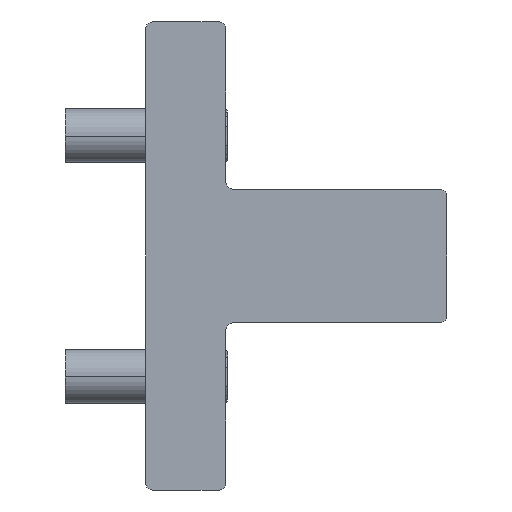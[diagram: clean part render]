
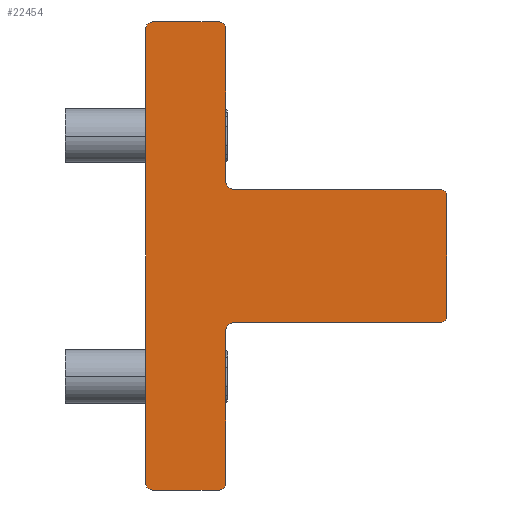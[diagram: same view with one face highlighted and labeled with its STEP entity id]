
A CAD part, left-side view. The second image highlights one B-rep face of the part: STEP entity #22454.
In plain terms, the highlighted planar face has unit normal (-1, 0, 0).
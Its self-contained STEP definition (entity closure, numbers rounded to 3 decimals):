
#21326=AXIS2_PLACEMENT_3D('Circle Axis2P3D',#21324,#21325,$) ;
#21490=AXIS2_PLACEMENT_3D('Circle Axis2P3D',#21488,#21489,$) ;
#21602=AXIS2_PLACEMENT_3D('Circle Axis2P3D',#21600,#21601,$) ;
#22120=AXIS2_PLACEMENT_3D('Circle Axis2P3D',#22118,#22119,$) ;
#22175=AXIS2_PLACEMENT_3D('Circle Axis2P3D',#22173,#22174,$) ;
#22219=AXIS2_PLACEMENT_3D('Circle Axis2P3D',#22217,#22218,$) ;
#22267=AXIS2_PLACEMENT_3D('Circle Axis2P3D',#22265,#22266,$) ;
#22315=AXIS2_PLACEMENT_3D('Circle Axis2P3D',#22313,#22314,$) ;
#22429=AXIS2_PLACEMENT_3D('Plane Axis2P3D',#22426,#22427,#22428) ;
#21239=CARTESIAN_POINT('Line Origine',(-294.5,-378.5,237.)) ;
#21243=CARTESIAN_POINT('Vertex',(-294.5,-363.,237.)) ;
#21245=CARTESIAN_POINT('Vertex',(-294.5,-394.,237.)) ;
#21324=CARTESIAN_POINT('Axis2P3D Location',(-294.5,-363.,236.)) ;
#21328=CARTESIAN_POINT('Vertex',(-294.5,-362.,236.)) ;
#21488=CARTESIAN_POINT('Axis2P3D Location',(-294.5,-394.,238.)) ;
#21492=CARTESIAN_POINT('Vertex',(-294.5,-395.,238.)) ;
#21531=CARTESIAN_POINT('Line Origine',(-294.5,-362.,224.5)) ;
#21535=CARTESIAN_POINT('Vertex',(-294.5,-362.,213.)) ;
#21597=CARTESIAN_POINT('Vertex',(-294.5,-362.,258.)) ;
#21600=CARTESIAN_POINT('Axis2P3D Location',(-294.5,-363.,258.)) ;
#21604=CARTESIAN_POINT('Vertex',(-294.5,-363.,257.)) ;
#22118=CARTESIAN_POINT('Axis2P3D Location',(-294.5,-351.,281.)) ;
#22122=CARTESIAN_POINT('Vertex',(-294.5,-350.,281.)) ;
#22124=CARTESIAN_POINT('Vertex',(-294.5,-351.,282.)) ;
#22149=CARTESIAN_POINT('Line Origine',(-294.5,-356.,282.)) ;
#22153=CARTESIAN_POINT('Vertex',(-294.5,-361.,282.)) ;
#22173=CARTESIAN_POINT('Axis2P3D Location',(-294.5,-361.,281.)) ;
#22177=CARTESIAN_POINT('Vertex',(-294.5,-362.,281.)) ;
#22192=CARTESIAN_POINT('Line Origine',(-294.5,-362.,269.5)) ;
#22217=CARTESIAN_POINT('Axis2P3D Location',(-294.5,-394.,256.)) ;
#22221=CARTESIAN_POINT('Vertex',(-294.5,-394.,257.)) ;
#22223=CARTESIAN_POINT('Vertex',(-294.5,-395.,256.)) ;
#22248=CARTESIAN_POINT('Line Origine',(-294.5,-395.,247.)) ;
#22265=CARTESIAN_POINT('Axis2P3D Location',(-294.5,-361.,213.)) ;
#22269=CARTESIAN_POINT('Vertex',(-294.5,-361.,212.)) ;
#22289=CARTESIAN_POINT('Line Origine',(-294.5,-356.,212.)) ;
#22293=CARTESIAN_POINT('Vertex',(-294.5,-351.,212.)) ;
#22313=CARTESIAN_POINT('Axis2P3D Location',(-294.5,-351.,213.)) ;
#22317=CARTESIAN_POINT('Vertex',(-294.5,-350.,213.)) ;
#22337=CARTESIAN_POINT('Line Origine',(-294.5,-350.,247.)) ;
#22426=CARTESIAN_POINT('Axis2P3D Location',(-294.5,-350.,247.)) ;
#22431=CARTESIAN_POINT('Line Origine',(-294.5,-378.5,257.)) ;
#21240=DIRECTION('Vector Direction',(0.,-1.,0.)) ;
#21325=DIRECTION('Axis2P3D Direction',(-1.,0.,0.)) ;
#21489=DIRECTION('Axis2P3D Direction',(-1.,0.,0.)) ;
#21532=DIRECTION('Vector Direction',(0.,0.,1.)) ;
#21601=DIRECTION('Axis2P3D Direction',(-1.,0.,0.)) ;
#22119=DIRECTION('Axis2P3D Direction',(-1.,0.,0.)) ;
#22150=DIRECTION('Vector Direction',(0.,-1.,0.)) ;
#22174=DIRECTION('Axis2P3D Direction',(-1.,0.,0.)) ;
#22193=DIRECTION('Vector Direction',(0.,0.,-1.)) ;
#22218=DIRECTION('Axis2P3D Direction',(-1.,0.,0.)) ;
#22249=DIRECTION('Vector Direction',(0.,0.,1.)) ;
#22266=DIRECTION('Axis2P3D Direction',(-1.,0.,0.)) ;
#22290=DIRECTION('Vector Direction',(0.,-1.,0.)) ;
#22314=DIRECTION('Axis2P3D Direction',(-1.,0.,0.)) ;
#22338=DIRECTION('Vector Direction',(0.,0.,-1.)) ;
#22427=DIRECTION('Axis2P3D Direction',(-1.,0.,0.)) ;
#22428=DIRECTION('Axis2P3D XDirection',(0.,1.,0.)) ;
#22432=DIRECTION('Vector Direction',(0.,-1.,0.)) ;
#21241=VECTOR('Line Direction',#21240,1.) ;
#21533=VECTOR('Line Direction',#21532,1.) ;
#22151=VECTOR('Line Direction',#22150,1.) ;
#22194=VECTOR('Line Direction',#22193,1.) ;
#22250=VECTOR('Line Direction',#22249,1.) ;
#22291=VECTOR('Line Direction',#22290,1.) ;
#22339=VECTOR('Line Direction',#22338,1.) ;
#22433=VECTOR('Line Direction',#22432,1.) ;
#22437=ORIENTED_EDGE('',*,*,#22341,.T.) ;
#22438=ORIENTED_EDGE('',*,*,#22319,.F.) ;
#22439=ORIENTED_EDGE('',*,*,#22295,.T.) ;
#22440=ORIENTED_EDGE('',*,*,#22271,.F.) ;
#22441=ORIENTED_EDGE('',*,*,#21537,.T.) ;
#22442=ORIENTED_EDGE('',*,*,#21330,.T.) ;
#22443=ORIENTED_EDGE('',*,*,#21247,.T.) ;
#22444=ORIENTED_EDGE('',*,*,#21494,.F.) ;
#22445=ORIENTED_EDGE('',*,*,#22252,.T.) ;
#22446=ORIENTED_EDGE('',*,*,#22225,.F.) ;
#22447=ORIENTED_EDGE('',*,*,#22435,.T.) ;
#22448=ORIENTED_EDGE('',*,*,#21606,.T.) ;
#22449=ORIENTED_EDGE('',*,*,#22196,.T.) ;
#22450=ORIENTED_EDGE('',*,*,#22179,.F.) ;
#22451=ORIENTED_EDGE('',*,*,#22155,.T.) ;
#22452=ORIENTED_EDGE('',*,*,#22126,.F.) ;
#22454=ADVANCED_FACE('RA4624001_1PA_001_04_TERMINALE_POSTERIORE_A.14\\PartBody',(#22453),#22430,.T.) ;
#21327=CIRCLE('generated circle',#21326,1.) ;
#21491=CIRCLE('generated circle',#21490,1.) ;
#21603=CIRCLE('generated circle',#21602,1.) ;
#22121=CIRCLE('generated circle',#22120,1.) ;
#22176=CIRCLE('generated circle',#22175,1.) ;
#22220=CIRCLE('generated circle',#22219,1.) ;
#22268=CIRCLE('generated circle',#22267,1.) ;
#22316=CIRCLE('generated circle',#22315,1.) ;
#21247=EDGE_CURVE('',#21244,#21246,#21242,.T.) ;
#21330=EDGE_CURVE('',#21329,#21244,#21327,.F.) ;
#21494=EDGE_CURVE('',#21493,#21246,#21491,.F.) ;
#21537=EDGE_CURVE('',#21536,#21329,#21534,.T.) ;
#21606=EDGE_CURVE('',#21605,#21598,#21603,.F.) ;
#22126=EDGE_CURVE('',#22123,#22125,#22121,.F.) ;
#22155=EDGE_CURVE('',#22154,#22125,#22152,.F.) ;
#22179=EDGE_CURVE('',#22154,#22178,#22176,.F.) ;
#22196=EDGE_CURVE('',#21598,#22178,#22195,.F.) ;
#22225=EDGE_CURVE('',#22222,#22224,#22220,.F.) ;
#22252=EDGE_CURVE('',#21493,#22224,#22251,.T.) ;
#22271=EDGE_CURVE('',#21536,#22270,#22268,.F.) ;
#22295=EDGE_CURVE('',#22294,#22270,#22292,.T.) ;
#22319=EDGE_CURVE('',#22294,#22318,#22316,.F.) ;
#22341=EDGE_CURVE('',#22123,#22318,#22340,.T.) ;
#22435=EDGE_CURVE('',#22222,#21605,#22434,.F.) ;
#22436=EDGE_LOOP('',(#22437,#22438,#22439,#22440,#22441,#22442,#22443,#22444,#22445,#22446,#22447,#22448,#22449,#22450,#22451,#22452)) ;
#22453=FACE_OUTER_BOUND('',#22436,.T.) ;
#21242=LINE('Line',#21239,#21241) ;
#21534=LINE('Line',#21531,#21533) ;
#22152=LINE('Line',#22149,#22151) ;
#22195=LINE('Line',#22192,#22194) ;
#22251=LINE('Line',#22248,#22250) ;
#22292=LINE('Line',#22289,#22291) ;
#22340=LINE('Line',#22337,#22339) ;
#22434=LINE('Line',#22431,#22433) ;
#22430=PLANE('',#22429) ;
#21244=VERTEX_POINT('',#21243) ;
#21246=VERTEX_POINT('',#21245) ;
#21329=VERTEX_POINT('',#21328) ;
#21493=VERTEX_POINT('',#21492) ;
#21536=VERTEX_POINT('',#21535) ;
#21598=VERTEX_POINT('',#21597) ;
#21605=VERTEX_POINT('',#21604) ;
#22123=VERTEX_POINT('',#22122) ;
#22125=VERTEX_POINT('',#22124) ;
#22154=VERTEX_POINT('',#22153) ;
#22178=VERTEX_POINT('',#22177) ;
#22222=VERTEX_POINT('',#22221) ;
#22224=VERTEX_POINT('',#22223) ;
#22270=VERTEX_POINT('',#22269) ;
#22294=VERTEX_POINT('',#22293) ;
#22318=VERTEX_POINT('',#22317) ;
